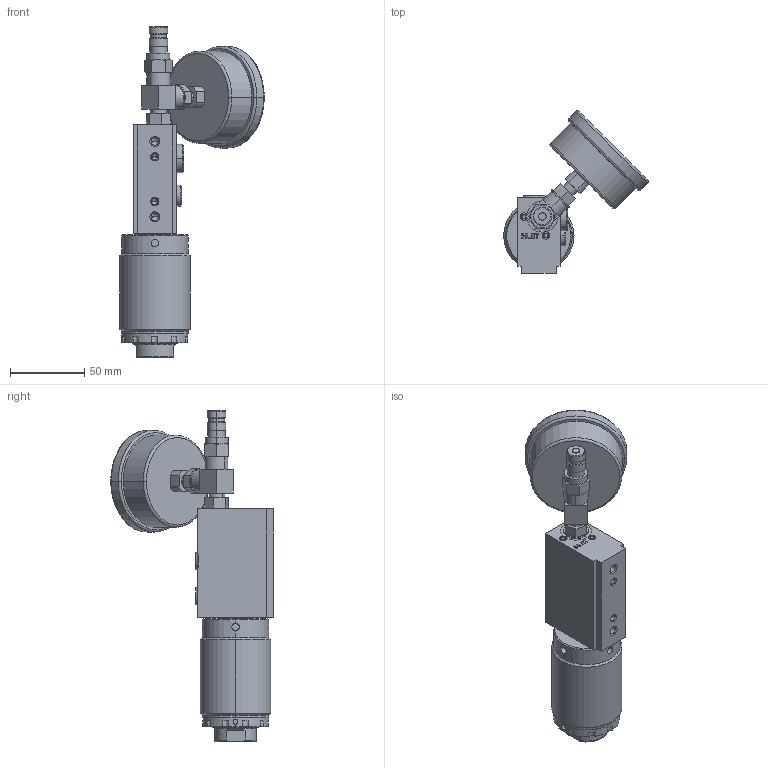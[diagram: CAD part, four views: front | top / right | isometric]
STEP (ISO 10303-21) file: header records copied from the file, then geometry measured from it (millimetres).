
FILE_DESCRIPTION((''),'2;1');
FILE_NAME('ILC33011700','2018-10-12T',('als'),(''),'PRO/ENGINEER BY PARAMETRIC TECHNOLOGY CORPORATION, 2013320','PRO/ENGINEER BY PARAMETRIC TECHNOLOGY CORPORATION, 2013320','');
FILE_SCHEMA(('AUTOMOTIVE_DESIGN { 1 0 10303 214 1 1 1 1 }'));
Length unit declared in the file: inch
Products named in the file (1): ILC33011700
Bounding box: 97.36 x 109.39 x 222.9 mm (x, y, z)
Volume: 257590.9 mm3; surface area: 71691.9 mm2
Topology: 7 solids, 7 shells, 1707 faces, 4382 edges, 2781 vertices
Faces by surface type: plane 1103, cone 318, cylinder 231, torus 51, bspline 4
Entity records: 60873 total; most frequent: CARTESIAN_POINT 13857, ORIENTED_EDGE 8696, DIRECTION 8425, EDGE_CURVE 4348, VECTOR 3305, LINE 3305, VERTEX_POINT 2781, AXIS2_PLACEMENT_3D 2560
